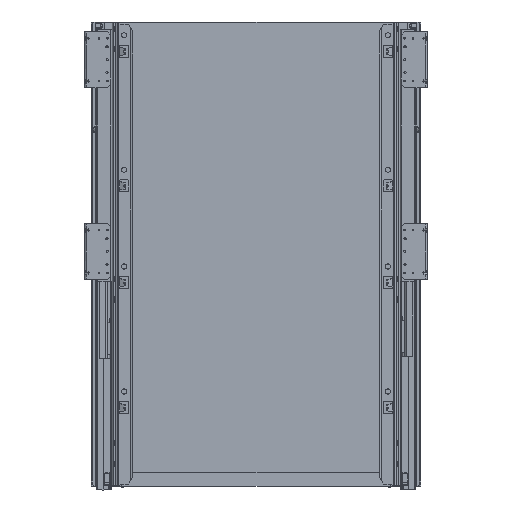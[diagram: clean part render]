
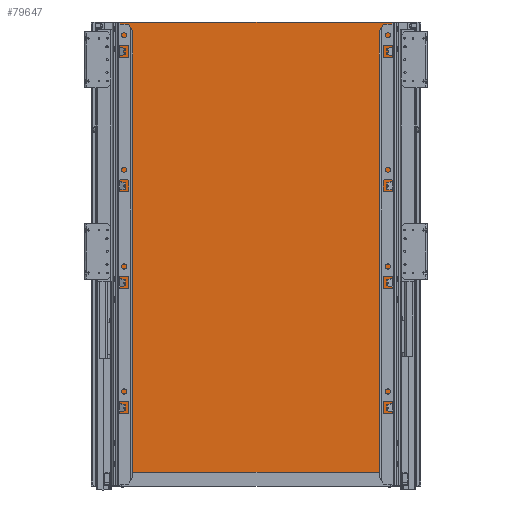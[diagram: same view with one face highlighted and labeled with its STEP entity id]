
A CAD part, front view. The second image highlights one B-rep face of the part: STEP entity #79647.
In plain terms, the highlighted face is planar.
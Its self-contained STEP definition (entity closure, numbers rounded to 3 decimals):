
#10228=FACE_OUTER_BOUND('',#14940,.T.);
#14940=EDGE_LOOP('',(#71325,#71326,#71327,#71328));
#22675=LINE('',#157629,#30427);
#22679=LINE('',#157637,#30431);
#22682=LINE('',#157643,#30434);
#22685=LINE('',#157648,#30437);
#30427=VECTOR('',#109651,10.);
#30431=VECTOR('',#109657,10.);
#30434=VECTOR('',#109662,10.);
#30437=VECTOR('',#109667,10.);
#37671=VERTEX_POINT('',#157627);
#37672=VERTEX_POINT('',#157628);
#37675=VERTEX_POINT('',#157636);
#37677=VERTEX_POINT('',#157642);
#48885=EDGE_CURVE('',#37671,#37672,#22675,.T.);
#48889=EDGE_CURVE('',#37675,#37671,#22679,.T.);
#48892=EDGE_CURVE('',#37677,#37675,#22682,.T.);
#48895=EDGE_CURVE('',#37672,#37677,#22685,.T.);
#71325=ORIENTED_EDGE('',*,*,#48895,.F.);
#71326=ORIENTED_EDGE('',*,*,#48885,.F.);
#71327=ORIENTED_EDGE('',*,*,#48889,.F.);
#71328=ORIENTED_EDGE('',*,*,#48892,.F.);
#73821=PLANE('',#87643);
#79647=ADVANCED_FACE('',(#10228),#73821,.F.);
#87643=AXIS2_PLACEMENT_3D('',#157651,#109671,#109672);
#109651=DIRECTION('',(-1.,0.,0.));
#109657=DIRECTION('',(0.,1.,0.));
#109662=DIRECTION('',(1.,0.,0.));
#109667=DIRECTION('',(0.,-1.,0.));
#109671=DIRECTION('center_axis',(0.,0.,1.));
#109672=DIRECTION('ref_axis',(1.,0.,0.));
#157627=CARTESIAN_POINT('',(162.5,0.,0.));
#157628=CARTESIAN_POINT('',(-162.5,0.,0.));
#157629=CARTESIAN_POINT('',(162.5,0.,0.));
#157636=CARTESIAN_POINT('',(162.5,-526.,0.));
#157637=CARTESIAN_POINT('',(162.5,-526.,0.));
#157642=CARTESIAN_POINT('',(-162.5,-526.,0.));
#157643=CARTESIAN_POINT('',(-162.5,-526.,0.));
#157648=CARTESIAN_POINT('',(-162.5,0.,0.));
#157651=CARTESIAN_POINT('Origin',(0.,-263.,0.));
